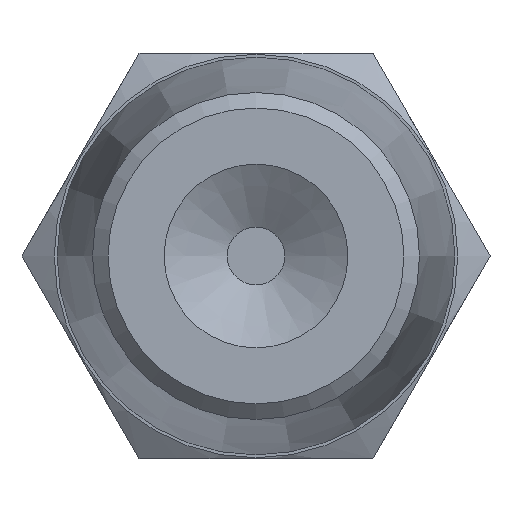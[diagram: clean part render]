
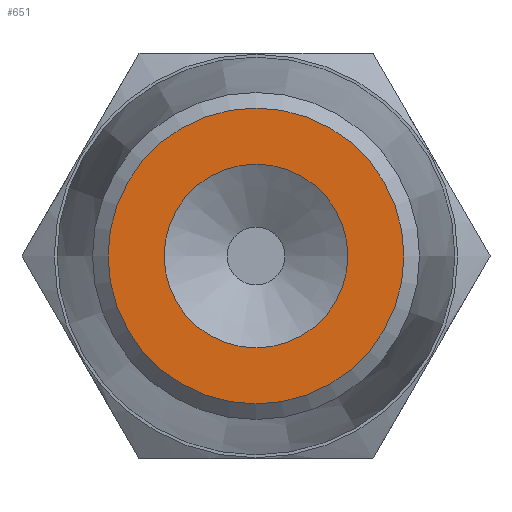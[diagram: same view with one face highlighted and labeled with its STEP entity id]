
A CAD part, left-side view. The second image highlights one B-rep face of the part: STEP entity #651.
In plain terms, the highlighted planar face has unit normal (-1, 0, 0).
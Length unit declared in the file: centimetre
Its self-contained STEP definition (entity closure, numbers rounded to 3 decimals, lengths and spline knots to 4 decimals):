
#96=FACE_BOUND('',#241,.T.);
#185=FACE_OUTER_BOUND('',#240,.T.);
#240=EDGE_LOOP('',(#512));
#241=EDGE_LOOP('',(#513));
#292=CIRCLE('',#704,0.3239);
#293=CIRCLE('',#707,0.5215);
#340=VERTEX_POINT('',#1031);
#341=VERTEX_POINT('',#1035);
#406=EDGE_CURVE('',#340,#340,#292,.T.);
#407=EDGE_CURVE('',#341,#341,#293,.T.);
#512=ORIENTED_EDGE('',*,*,#407,.F.);
#513=ORIENTED_EDGE('',*,*,#406,.T.);
#621=PLANE('',#711);
#651=ADVANCED_FACE('',(#185,#96),#621,.T.);
#704=AXIS2_PLACEMENT_3D('',#1032,#816,#817);
#707=AXIS2_PLACEMENT_3D('',#1036,#822,#823);
#711=AXIS2_PLACEMENT_3D('',#1042,#830,#831);
#816=DIRECTION('center_axis',(1.,0.,0.));
#817=DIRECTION('ref_axis',(0.,-1.,0.));
#822=DIRECTION('center_axis',(1.,0.,0.));
#823=DIRECTION('ref_axis',(0.,-1.,0.));
#830=DIRECTION('center_axis',(-1.,0.,0.));
#831=DIRECTION('ref_axis',(0.,0.,1.));
#1031=CARTESIAN_POINT('',(-0.2853,-0.5394,0.1311));
#1032=CARTESIAN_POINT('Origin',(-0.2853,-0.2155,0.1311));
#1035=CARTESIAN_POINT('',(-0.2853,0.306,0.1311));
#1036=CARTESIAN_POINT('Origin',(-0.2853,-0.2155,0.1311));
#1042=CARTESIAN_POINT('Origin',(-0.2853,0.0702,0.1311));
